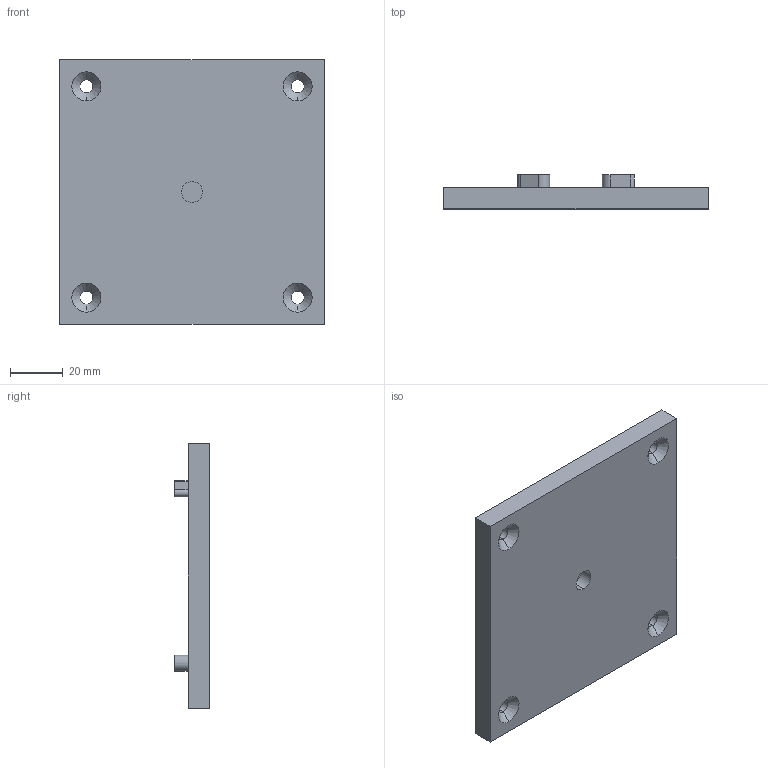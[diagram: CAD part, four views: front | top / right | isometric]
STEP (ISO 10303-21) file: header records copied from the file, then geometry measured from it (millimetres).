
FILE_DESCRIPTION (( 'STEP AP214' ), '1' );
FILE_NAME ('ARL-PC-ZOLA-01-base.STEP', '2020-12-14T10:58:11', ( 'T' ), ( 'F' ), 'SwSTEP 2.0', 'SolidWorks 2001340', '' );
FILE_SCHEMA (( 'AUTOMOTIVE_DESIGN' ));
Length unit declared in the file: millimetre
Products named in the file (1): ARL-PC-ZOLA-01-base
Bounding box: 100 x 13 x 100 mm (x, y, z)
Volume: 79008.8 mm3; surface area: 24232.5 mm2
Topology: 1 solids, 1 shells, 440 faces, 1231 edges, 818 vertices
Faces by surface type: bspline 322, plane 95, cylinder 15, cone 8
Entity records: 18504 total; most frequent: CARTESIAN_POINT 9252, ORIENTED_EDGE 2462, EDGE_CURVE 1231, DIRECTION 863, VERTEX_POINT 818, B_SPLINE_CURVE_WITH_KNOTS 644, LINE 549, VECTOR 549
